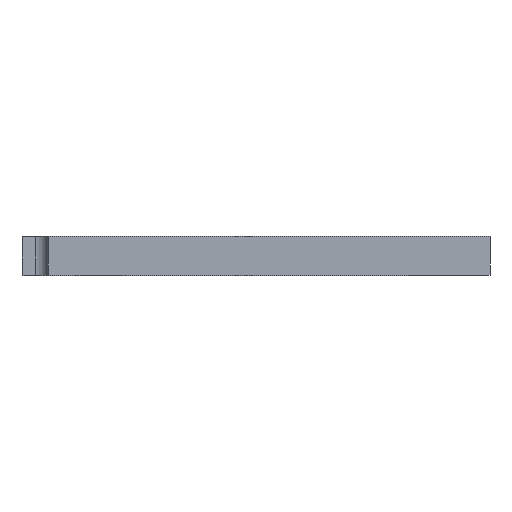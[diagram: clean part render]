
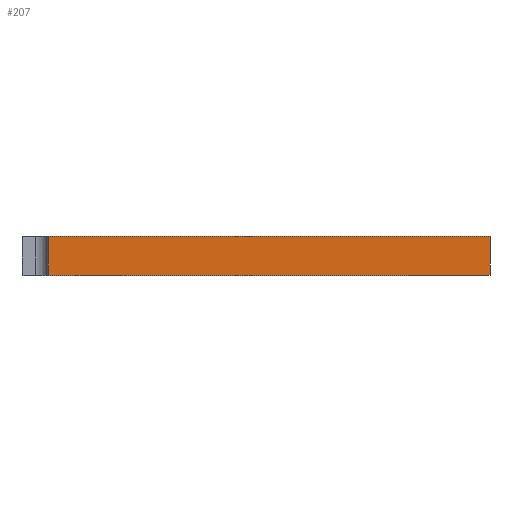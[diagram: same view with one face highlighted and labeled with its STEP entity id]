
A CAD part, top view. The second image highlights one B-rep face of the part: STEP entity #207.
In plain terms, the highlighted planar face has unit normal (0, 0, 1).
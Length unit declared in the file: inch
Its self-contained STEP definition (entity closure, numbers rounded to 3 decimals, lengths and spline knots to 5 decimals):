
#30 = ORIENTED_EDGE ( 'NONE', *, *, #984, .F. ) ;
#34 = AXIS2_PLACEMENT_3D ( 'NONE', #282, #790, #367 ) ;
#65 = VECTOR ( 'NONE', #817, 39.37008 ) ;
#78 = LINE ( 'NONE', #158, #65 ) ;
#104 = EDGE_CURVE ( 'NONE', #970, #338, #327, .T. ) ;
#105 = CARTESIAN_POINT ( 'NONE',  ( 0.25, 0.375, 1.5 ) ) ;
#158 = CARTESIAN_POINT ( 'NONE',  ( 4.5, 0.375, 1.5 ) ) ;
#173 = LINE ( 'NONE', #583, #474 ) ;
#207 = ADVANCED_FACE ( 'NONE', ( #772 ), #448, .F. ) ;
#251 = VECTOR ( 'NONE', #665, 39.37008 ) ;
#282 = CARTESIAN_POINT ( 'NONE',  ( 4.5, 0.375, 1.5 ) ) ;
#288 = EDGE_LOOP ( 'NONE', ( #949, #30, #558, #379 ) ) ;
#293 = CARTESIAN_POINT ( 'NONE',  ( 0.25, 0.375, 1.5 ) ) ;
#327 = LINE ( 'NONE', #339, #251 ) ;
#338 = VERTEX_POINT ( 'NONE', #542 ) ;
#339 = CARTESIAN_POINT ( 'NONE',  ( 4.5, 0., 1.5 ) ) ;
#354 = EDGE_CURVE ( 'NONE', #597, #931, #173, .T. ) ;
#367 = DIRECTION ( 'NONE',  ( -1., 0., 0. ) ) ;
#374 = VECTOR ( 'NONE', #856, 39.37008 ) ;
#379 = ORIENTED_EDGE ( 'NONE', *, *, #730, .T. ) ;
#448 = PLANE ( 'NONE',  #34 ) ;
#453 = LINE ( 'NONE', #293, #374 ) ;
#474 = VECTOR ( 'NONE', #914, 39.37008 ) ;
#542 = CARTESIAN_POINT ( 'NONE',  ( 4.5, 0., 1.5 ) ) ;
#558 = ORIENTED_EDGE ( 'NONE', *, *, #354, .F. ) ;
#583 = CARTESIAN_POINT ( 'NONE',  ( 4.5, 0.375, 1.5 ) ) ;
#597 = VERTEX_POINT ( 'NONE', #105 ) ;
#665 = DIRECTION ( 'NONE',  ( 1., 0., 0. ) ) ;
#730 = EDGE_CURVE ( 'NONE', #597, #970, #453, .T. ) ;
#772 = FACE_OUTER_BOUND ( 'NONE', #288, .T. ) ;
#790 = DIRECTION ( 'NONE',  ( 0., 0., -1. ) ) ;
#817 = DIRECTION ( 'NONE',  ( 0., -1., 0. ) ) ;
#856 = DIRECTION ( 'NONE',  ( 0., -1., 0. ) ) ;
#914 = DIRECTION ( 'NONE',  ( 1., 0., 0. ) ) ;
#931 = VERTEX_POINT ( 'NONE', #978 ) ;
#949 = ORIENTED_EDGE ( 'NONE', *, *, #104, .T. ) ;
#970 = VERTEX_POINT ( 'NONE', #1063 ) ;
#978 = CARTESIAN_POINT ( 'NONE',  ( 4.5, 0.375, 1.5 ) ) ;
#984 = EDGE_CURVE ( 'NONE', #931, #338, #78, .T. ) ;
#1063 = CARTESIAN_POINT ( 'NONE',  ( 0.25, 0., 1.5 ) ) ;
